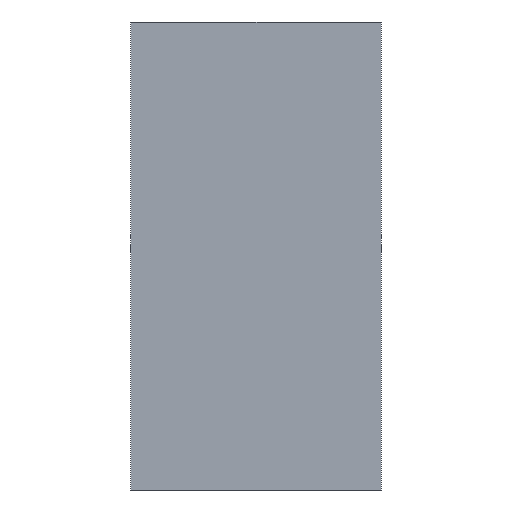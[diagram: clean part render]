
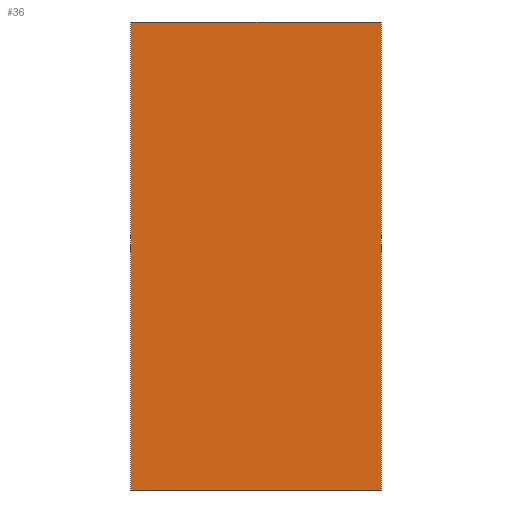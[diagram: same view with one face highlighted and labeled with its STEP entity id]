
A CAD part, left-side view. The second image highlights one B-rep face of the part: STEP entity #36.
In plain terms, the highlighted planar face has unit normal (-1, 0, 0).
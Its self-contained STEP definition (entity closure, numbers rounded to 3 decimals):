
#36 = ADVANCED_FACE( '', ( #71 ), #72, .F. );
#71 = FACE_OUTER_BOUND( '', #108, .T. );
#72 = PLANE( '', #109 );
#108 = EDGE_LOOP( '', ( #149, #150, #151, #152 ) );
#109 = AXIS2_PLACEMENT_3D( '', #153, #154, #155 );
#149 = ORIENTED_EDGE( '', *, *, #206, .T. );
#150 = ORIENTED_EDGE( '', *, *, #207, .F. );
#151 = ORIENTED_EDGE( '', *, *, #208, .F. );
#152 = ORIENTED_EDGE( '', *, *, #203, .T. );
#153 = CARTESIAN_POINT( '', ( -398., 31., 116. ) );
#154 = DIRECTION( '', ( 1., 0., 0. ) );
#155 = DIRECTION( '', ( 0., 0., -1. ) );
#203 = EDGE_CURVE( '', #232, #230, #233, .T. );
#206 = EDGE_CURVE( '', #230, #236, #237, .T. );
#207 = EDGE_CURVE( '', #238, #236, #239, .T. );
#208 = EDGE_CURVE( '', #232, #238, #240, .T. );
#230 = VERTEX_POINT( '', #270 );
#232 = VERTEX_POINT( '', #273 );
#233 = LINE( '', #274, #275 );
#236 = VERTEX_POINT( '', #279 );
#237 = LINE( '', #280, #281 );
#238 = VERTEX_POINT( '', #282 );
#239 = LINE( '', #283, #284 );
#240 = LINE( '', #285, #286 );
#270 = CARTESIAN_POINT( '', ( -398., 31., 0. ) );
#273 = CARTESIAN_POINT( '', ( -398., 31., 116. ) );
#274 = CARTESIAN_POINT( '', ( -398., 31., 116. ) );
#275 = VECTOR( '', #309, 1000. );
#279 = CARTESIAN_POINT( '', ( -398., -31., 0. ) );
#280 = CARTESIAN_POINT( '', ( -398., 31., 0. ) );
#281 = VECTOR( '', #311, 1000. );
#282 = CARTESIAN_POINT( '', ( -398., -31., 116. ) );
#283 = CARTESIAN_POINT( '', ( -398., -31., 116. ) );
#284 = VECTOR( '', #312, 1000. );
#285 = CARTESIAN_POINT( '', ( -398., 31., 116. ) );
#286 = VECTOR( '', #313, 1000. );
#309 = DIRECTION( '', ( 0., 0., -1. ) );
#311 = DIRECTION( '', ( 0., -1., 0. ) );
#312 = DIRECTION( '', ( 0., 0., -1. ) );
#313 = DIRECTION( '', ( 0., -1., 0. ) );
